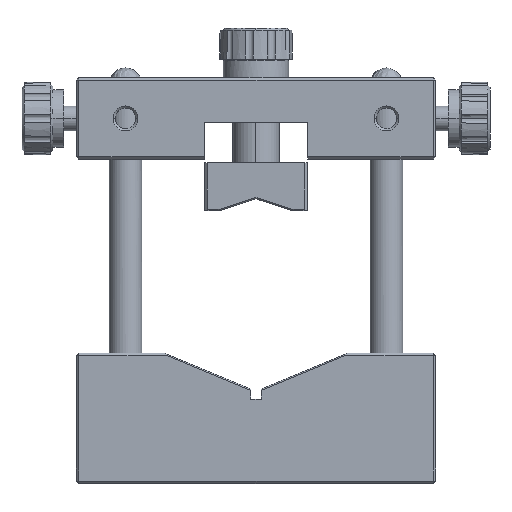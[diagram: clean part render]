
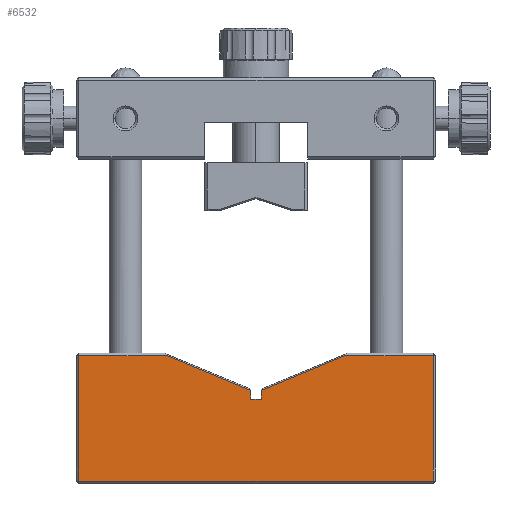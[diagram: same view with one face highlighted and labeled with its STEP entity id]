
A CAD part, top view. The second image highlights one B-rep face of the part: STEP entity #6532.
In plain terms, the highlighted planar face has unit normal (0, 0, 1).
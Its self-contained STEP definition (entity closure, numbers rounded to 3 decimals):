
#49 = CARTESIAN_POINT ( 'NONE',  ( -32.396, -3.866, 8.543 ) ) ;
#339 = CARTESIAN_POINT ( 'NONE',  ( 1.604, -2.137, 8.543 ) ) ;
#432 = EDGE_CURVE ( 'NONE', #12273, #2300, #14816, .T. ) ;
#479 = AXIS2_PLACEMENT_3D ( 'NONE', #13650, #1250, #18120 ) ;
#1067 = CARTESIAN_POINT ( 'NONE',  ( -32.396, 4.616, 8.543 ) ) ;
#1250 = DIRECTION ( 'NONE',  ( 0., 0., -1. ) ) ;
#1347 = DIRECTION ( 'NONE',  ( 0., 1., 0. ) ) ;
#1495 = VERTEX_POINT ( 'NONE', #6949 ) ;
#1496 = DIRECTION ( 'NONE',  ( 1., 0., 0. ) ) ;
#1612 = FACE_OUTER_BOUND ( 'NONE', #2426, .T. ) ;
#1632 = ORIENTED_EDGE ( 'NONE', *, *, #15773, .F. ) ;
#1739 = EDGE_CURVE ( 'NONE', #7785, #6718, #2197, .T. ) ;
#2165 = CARTESIAN_POINT ( 'NONE',  ( -31.896, 4.616, 8.543 ) ) ;
#2197 = LINE ( 'NONE', #10780, #18170 ) ;
#2300 = VERTEX_POINT ( 'NONE', #6212 ) ;
#2353 = LINE ( 'NONE', #1067, #19295 ) ;
#2383 = VECTOR ( 'NONE', #1347, 1000. ) ;
#2426 = EDGE_LOOP ( 'NONE', ( #5948, #1632, #8583, #8617, #3271, #9002, #3129, #17295, #9425, #19689 ) ) ;
#2652 = DIRECTION ( 'NONE',  ( 1., 0., 0. ) ) ;
#2677 = CARTESIAN_POINT ( 'NONE',  ( 3.604, -3.866, 8.543 ) ) ;
#3129 = ORIENTED_EDGE ( 'NONE', *, *, #10684, .F. ) ;
#3201 = VECTOR ( 'NONE', #11407, 1000. ) ;
#3271 = ORIENTED_EDGE ( 'NONE', *, *, #12130, .F. ) ;
#3699 = CARTESIAN_POINT ( 'NONE',  ( -31.896, 5.116, 8.543 ) ) ;
#4258 = PLANE ( 'NONE',  #479 ) ;
#4953 = LINE ( 'NONE', #6230, #18487 ) ;
#5091 = VERTEX_POINT ( 'NONE', #19598 ) ;
#5358 = VECTOR ( 'NONE', #11785, 1000. ) ;
#5547 = LINE ( 'NONE', #9172, #2383 ) ;
#5576 = VERTEX_POINT ( 'NONE', #19062 ) ;
#5918 = DIRECTION ( 'NONE',  ( 0.924, 0.383, 0. ) ) ;
#5948 = ORIENTED_EDGE ( 'NONE', *, *, #432, .F. ) ;
#6212 = CARTESIAN_POINT ( 'NONE',  ( 19.906, 4.616, 8.543 ) ) ;
#6230 = CARTESIAN_POINT ( 'NONE',  ( -32.396, -19.784, 8.543 ) ) ;
#6342 = VERTEX_POINT ( 'NONE', #339 ) ;
#6532 = ADVANCED_FACE ( 'NONE', ( #1612 ), #4258, .F. ) ;
#6643 = DIRECTION ( 'NONE',  ( 0., -1., 0. ) ) ;
#6690 = EDGE_CURVE ( 'NONE', #16219, #6941, #10116, .T. ) ;
#6718 = VERTEX_POINT ( 'NONE', #9609 ) ;
#6941 = VERTEX_POINT ( 'NONE', #2677 ) ;
#6949 = CARTESIAN_POINT ( 'NONE',  ( 37.104, -19.784, 8.543 ) ) ;
#7308 = EDGE_CURVE ( 'NONE', #2300, #5091, #2353, .T. ) ;
#7785 = VERTEX_POINT ( 'NONE', #2165 ) ;
#7823 = VECTOR ( 'NONE', #6643, 1000. ) ;
#8583 = ORIENTED_EDGE ( 'NONE', *, *, #6690, .F. ) ;
#8613 = CARTESIAN_POINT ( 'NONE',  ( 1.604, -3.866, 8.543 ) ) ;
#8617 = ORIENTED_EDGE ( 'NONE', *, *, #9462, .F. ) ;
#9002 = ORIENTED_EDGE ( 'NONE', *, *, #1739, .F. ) ;
#9172 = CARTESIAN_POINT ( 'NONE',  ( 3.604, -3.866, 8.543 ) ) ;
#9425 = ORIENTED_EDGE ( 'NONE', *, *, #9900, .F. ) ;
#9462 = EDGE_CURVE ( 'NONE', #6342, #16219, #13879, .T. ) ;
#9609 = CARTESIAN_POINT ( 'NONE',  ( -14.699, 4.616, 8.543 ) ) ;
#9900 = EDGE_CURVE ( 'NONE', #5091, #1495, #14820, .T. ) ;
#10116 = LINE ( 'NONE', #49, #18354 ) ;
#10684 = EDGE_CURVE ( 'NONE', #5576, #7785, #15518, .T. ) ;
#10780 = CARTESIAN_POINT ( 'NONE',  ( -32.396, 4.616, 8.543 ) ) ;
#11407 = DIRECTION ( 'NONE',  ( 0., 1., 0. ) ) ;
#11785 = DIRECTION ( 'NONE',  ( 0.924, -0.383, 0. ) ) ;
#12130 = EDGE_CURVE ( 'NONE', #6718, #6342, #18175, .T. ) ;
#12273 = VERTEX_POINT ( 'NONE', #15215 ) ;
#12708 = DIRECTION ( 'NONE',  ( 1., 0., 0. ) ) ;
#13404 = DIRECTION ( 'NONE',  ( 0., -1., 0. ) ) ;
#13650 = CARTESIAN_POINT ( 'NONE',  ( -32.396, 5.116, 8.543 ) ) ;
#13856 = DIRECTION ( 'NONE',  ( -1., 0., 0. ) ) ;
#13879 = LINE ( 'NONE', #8613, #14112 ) ;
#13948 = EDGE_CURVE ( 'NONE', #1495, #5576, #4953, .T. ) ;
#14112 = VECTOR ( 'NONE', #13404, 1000. ) ;
#14816 = LINE ( 'NONE', #16658, #17267 ) ;
#14820 = LINE ( 'NONE', #15871, #7823 ) ;
#15215 = CARTESIAN_POINT ( 'NONE',  ( 3.604, -2.137, 8.543 ) ) ;
#15518 = LINE ( 'NONE', #3699, #3201 ) ;
#15773 = EDGE_CURVE ( 'NONE', #6941, #12273, #5547, .T. ) ;
#15871 = CARTESIAN_POINT ( 'NONE',  ( 37.104, 5.116, 8.543 ) ) ;
#16164 = CARTESIAN_POINT ( 'NONE',  ( 1.604, -3.866, 8.543 ) ) ;
#16219 = VERTEX_POINT ( 'NONE', #16164 ) ;
#16658 = CARTESIAN_POINT ( 'NONE',  ( 3.604, -2.137, 8.543 ) ) ;
#17267 = VECTOR ( 'NONE', #5918, 1000. ) ;
#17295 = ORIENTED_EDGE ( 'NONE', *, *, #13948, .F. ) ;
#17954 = CARTESIAN_POINT ( 'NONE',  ( -14.699, 4.616, 8.543 ) ) ;
#18120 = DIRECTION ( 'NONE',  ( -1., 0., 0. ) ) ;
#18170 = VECTOR ( 'NONE', #1496, 1000. ) ;
#18175 = LINE ( 'NONE', #17954, #5358 ) ;
#18354 = VECTOR ( 'NONE', #12708, 1000. ) ;
#18487 = VECTOR ( 'NONE', #13856, 1000. ) ;
#19062 = CARTESIAN_POINT ( 'NONE',  ( -31.896, -19.784, 8.543 ) ) ;
#19295 = VECTOR ( 'NONE', #2652, 1000. ) ;
#19598 = CARTESIAN_POINT ( 'NONE',  ( 37.104, 4.616, 8.543 ) ) ;
#19689 = ORIENTED_EDGE ( 'NONE', *, *, #7308, .F. ) ;
